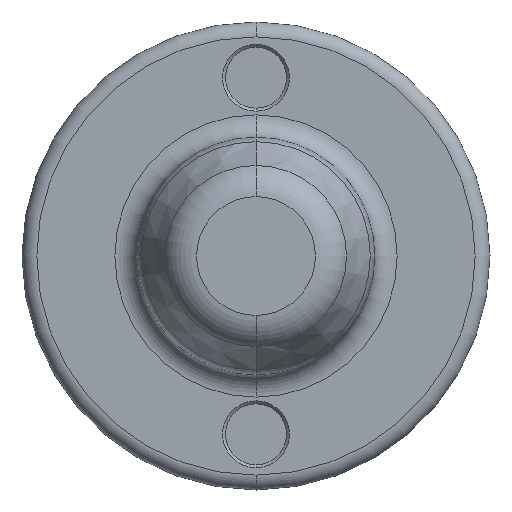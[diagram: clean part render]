
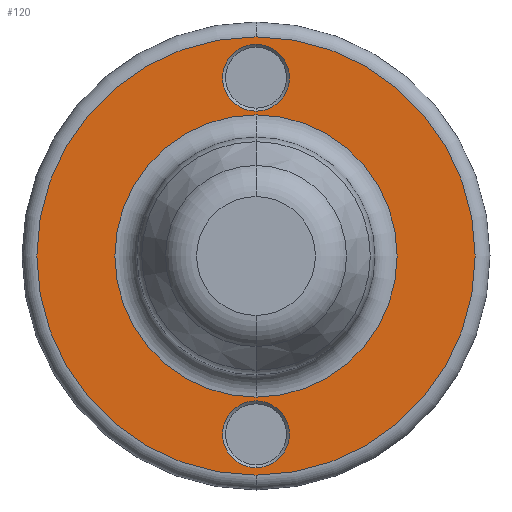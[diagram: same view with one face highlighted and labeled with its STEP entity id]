
A CAD part, front view. The second image highlights one B-rep face of the part: STEP entity #120.
In plain terms, the highlighted planar face has unit normal (0, -1, 0).
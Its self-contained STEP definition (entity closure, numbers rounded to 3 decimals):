
#19 = DIRECTION ( 'NONE',  ( 0., 0., 1. ) ) ;
#59 = VERTEX_POINT ( 'NONE', #968 ) ;
#63 = CIRCLE ( 'NONE', #1306, 14.75 ) ;
#71 = CARTESIAN_POINT ( 'NONE',  ( 0., 16.8, 14.25 ) ) ;
#80 = CIRCLE ( 'NONE', #699, 2.25 ) ;
#120 = ADVANCED_FACE ( 'NONE', ( #512, #496, #475, #659 ), #1176, .T. ) ;
#128 = ORIENTED_EDGE ( 'NONE', *, *, #874, .F. ) ;
#146 = EDGE_LOOP ( 'NONE', ( #128, #1350 ) ) ;
#151 = CARTESIAN_POINT ( 'NONE',  ( 0., 16.8, -9.75 ) ) ;
#158 = EDGE_CURVE ( 'NONE', #1527, #605, #1118, .T. ) ;
#184 = VERTEX_POINT ( 'NONE', #981 ) ;
#191 = DIRECTION ( 'NONE',  ( 0., -1., 0. ) ) ;
#206 = CIRCLE ( 'NONE', #362, 9.5 ) ;
#238 = CARTESIAN_POINT ( 'NONE',  ( -14.75, 16.8, 0. ) ) ;
#271 = VERTEX_POINT ( 'NONE', #565 ) ;
#295 = EDGE_CURVE ( 'NONE', #420, #271, #1429, .T. ) ;
#296 = AXIS2_PLACEMENT_3D ( 'NONE', #238, #191, #653 ) ;
#331 = CIRCLE ( 'NONE', #1101, 2.25 ) ;
#355 = DIRECTION ( 'NONE',  ( 0., -1., 0. ) ) ;
#362 = AXIS2_PLACEMENT_3D ( 'NONE', #1433, #727, #19 ) ;
#366 = CARTESIAN_POINT ( 'NONE',  ( 0., 16.8, 0. ) ) ;
#374 = ORIENTED_EDGE ( 'NONE', *, *, #1167, .T. ) ;
#413 = EDGE_LOOP ( 'NONE', ( #1160, #518 ) ) ;
#420 = VERTEX_POINT ( 'NONE', #1257 ) ;
#432 = DIRECTION ( 'NONE',  ( 0., -1., 0. ) ) ;
#459 = AXIS2_PLACEMENT_3D ( 'NONE', #1115, #432, #1133 ) ;
#475 = FACE_OUTER_BOUND ( 'NONE', #1190, .T. ) ;
#487 = DIRECTION ( 'NONE',  ( 0., 0., 1. ) ) ;
#496 = FACE_BOUND ( 'NONE', #935, .T. ) ;
#497 = CARTESIAN_POINT ( 'NONE',  ( 0., 16.8, 12. ) ) ;
#512 = FACE_BOUND ( 'NONE', #146, .T. ) ;
#518 = ORIENTED_EDGE ( 'NONE', *, *, #158, .F. ) ;
#519 = CARTESIAN_POINT ( 'NONE',  ( 0., 16.8, 12. ) ) ;
#563 = DIRECTION ( 'NONE',  ( 0., 1., 0. ) ) ;
#565 = CARTESIAN_POINT ( 'NONE',  ( 0., 16.8, 14.75 ) ) ;
#604 = DIRECTION ( 'NONE',  ( 0., 0., -1. ) ) ;
#605 = VERTEX_POINT ( 'NONE', #613 ) ;
#613 = CARTESIAN_POINT ( 'NONE',  ( 0., 16.8, -14.25 ) ) ;
#632 = DIRECTION ( 'NONE',  ( 0., 0., -1. ) ) ;
#649 = VERTEX_POINT ( 'NONE', #732 ) ;
#653 = DIRECTION ( 'NONE',  ( 0., 0., -1. ) ) ;
#659 = FACE_BOUND ( 'NONE', #413, .T. ) ;
#673 = AXIS2_PLACEMENT_3D ( 'NONE', #1262, #563, #1381 ) ;
#676 = DIRECTION ( 'NONE',  ( 0., 0., 1. ) ) ;
#699 = AXIS2_PLACEMENT_3D ( 'NONE', #519, #1339, #632 ) ;
#727 = DIRECTION ( 'NONE',  ( 0., 1., 0. ) ) ;
#732 = CARTESIAN_POINT ( 'NONE',  ( 0., 16.8, 9.5 ) ) ;
#751 = VERTEX_POINT ( 'NONE', #71 ) ;
#769 = ORIENTED_EDGE ( 'NONE', *, *, #1352, .T. ) ;
#788 = CARTESIAN_POINT ( 'NONE',  ( 0., 16.8, 0. ) ) ;
#808 = ORIENTED_EDGE ( 'NONE', *, *, #295, .F. ) ;
#856 = AXIS2_PLACEMENT_3D ( 'NONE', #1052, #355, #1168 ) ;
#874 = EDGE_CURVE ( 'NONE', #59, #751, #331, .T. ) ;
#895 = DIRECTION ( 'NONE',  ( 0., 1., 0. ) ) ;
#935 = EDGE_LOOP ( 'NONE', ( #769, #374 ) ) ;
#941 = CIRCLE ( 'NONE', #856, 2.25 ) ;
#959 = ORIENTED_EDGE ( 'NONE', *, *, #1283, .F. ) ;
#968 = CARTESIAN_POINT ( 'NONE',  ( 0., 16.8, 9.75 ) ) ;
#981 = CARTESIAN_POINT ( 'NONE',  ( 0., 16.8, -9.5 ) ) ;
#1029 = EDGE_CURVE ( 'NONE', #751, #59, #80, .T. ) ;
#1045 = EDGE_CURVE ( 'NONE', #605, #1527, #941, .T. ) ;
#1052 = CARTESIAN_POINT ( 'NONE',  ( 0., 16.8, -12. ) ) ;
#1101 = AXIS2_PLACEMENT_3D ( 'NONE', #497, #1313, #604 ) ;
#1115 = CARTESIAN_POINT ( 'NONE',  ( 0., 16.8, -12. ) ) ;
#1118 = CIRCLE ( 'NONE', #459, 2.25 ) ;
#1133 = DIRECTION ( 'NONE',  ( 0., 0., -1. ) ) ;
#1158 = AXIS2_PLACEMENT_3D ( 'NONE', #788, #895, #676 ) ;
#1160 = ORIENTED_EDGE ( 'NONE', *, *, #1045, .F. ) ;
#1167 = EDGE_CURVE ( 'NONE', #184, #649, #206, .T. ) ;
#1168 = DIRECTION ( 'NONE',  ( 0., 0., -1. ) ) ;
#1176 = PLANE ( 'NONE',  #296 ) ;
#1179 = DIRECTION ( 'NONE',  ( 0., 1., 0. ) ) ;
#1190 = EDGE_LOOP ( 'NONE', ( #959, #808 ) ) ;
#1200 = CIRCLE ( 'NONE', #673, 9.5 ) ;
#1257 = CARTESIAN_POINT ( 'NONE',  ( 0., 16.8, -14.75 ) ) ;
#1262 = CARTESIAN_POINT ( 'NONE',  ( 0., 16.8, 0. ) ) ;
#1283 = EDGE_CURVE ( 'NONE', #271, #420, #63, .T. ) ;
#1306 = AXIS2_PLACEMENT_3D ( 'NONE', #366, #1179, #487 ) ;
#1313 = DIRECTION ( 'NONE',  ( 0., -1., 0. ) ) ;
#1339 = DIRECTION ( 'NONE',  ( 0., -1., 0. ) ) ;
#1350 = ORIENTED_EDGE ( 'NONE', *, *, #1029, .F. ) ;
#1352 = EDGE_CURVE ( 'NONE', #649, #184, #1200, .T. ) ;
#1381 = DIRECTION ( 'NONE',  ( 0., 0., 1. ) ) ;
#1429 = CIRCLE ( 'NONE', #1158, 14.75 ) ;
#1433 = CARTESIAN_POINT ( 'NONE',  ( 0., 16.8, 0. ) ) ;
#1527 = VERTEX_POINT ( 'NONE', #151 ) ;
